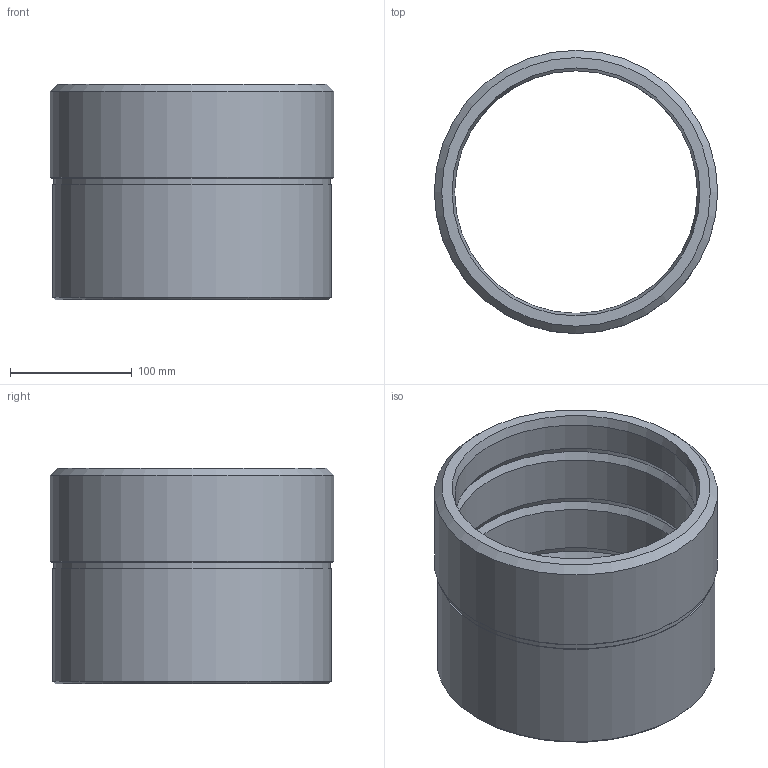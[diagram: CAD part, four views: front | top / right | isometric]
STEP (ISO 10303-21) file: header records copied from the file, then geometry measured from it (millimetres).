
FILE_DESCRIPTION(/* description */ ('Alibre Inc.'),/* implementation_level */ '2;1');
FILE_NAME(/* name */ 'export-2F6BA9CB-7B1C-48DF-A08E-15F48E057873',/* time_stamp */ '2025-04-05T22:03:03+08:00',/* author */ (''),/* organization */ (''),/* preprocessor_version */ 'ST-DEVELOPER v17',/* originating_system */ 'Alibre',/* authorisation */ '');
FILE_SCHEMA (('CONFIG_CONTROL_DESIGN'));
Length unit declared in the file: centimetre
Bounding box: 232.5 x 232.5 x 177 mm (x, y, z)
Volume: 1731924 mm3; surface area: 270587.1 mm2
Topology: 1 solids, 1 shells, 26 faces, 46 edges, 26 vertices
Faces by surface type: cone 11, cylinder 9, plane 6
Full cylindrical faces by diameter (mm): 199.23 x4, 200.23 x1, 215.23 x1, 227.5 x1, 228.5 x1, 232.5 x1
Entity records: 607 total; most frequent: DIRECTION 98, CARTESIAN_POINT 78, ORIENTED_EDGE 52, EDGE_LOOP 52, FACE_BOUND 52, AXIS2_PLACEMENT_3D 52, VERTEX_POINT 26, CIRCLE 26
